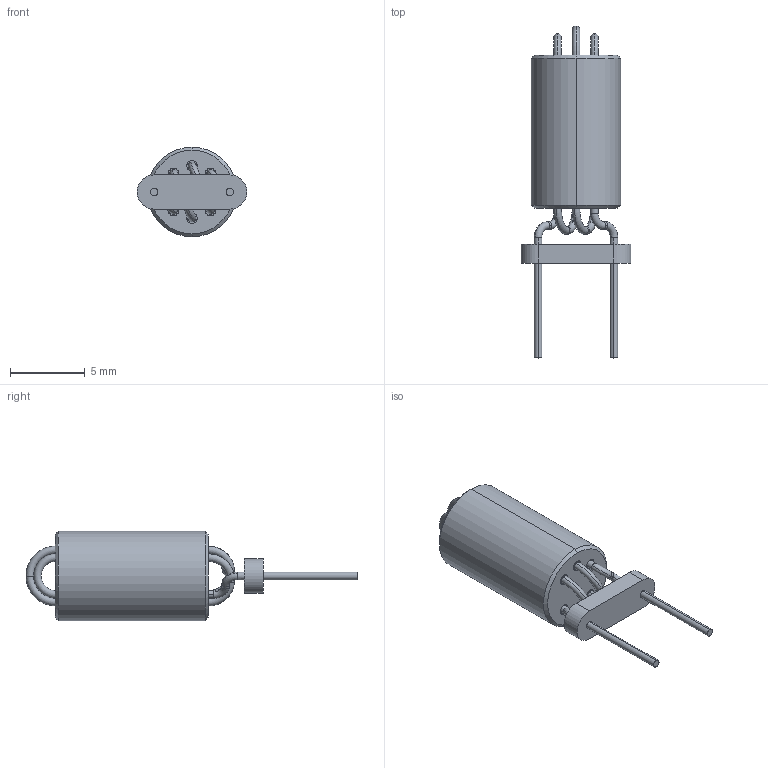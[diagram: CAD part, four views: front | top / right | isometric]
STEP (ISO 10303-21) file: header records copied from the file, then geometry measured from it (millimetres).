
FILE_DESCRIPTION (( 'STEP AP214' ), '1' );
FILE_NAME ('28C0236-0JW-10.STEP', '2021-04-29T20:18:07', ( '' ), ( '' ), 'SwSTEP 2.0', 'SolidWorks 2017', '' );
FILE_SCHEMA (( 'AUTOMOTIVE_DESIGN' ));
Length unit declared in the file: millimetre
Products named in the file (1): 28C0236-0JW-10
Bounding box: 7.37 x 22.25 x 6 mm (x, y, z)
Volume: 317.7 mm3; surface area: 381.8 mm2
Topology: 9 solids, 9 shells, 132 faces, 284 edges, 182 vertices
Faces by surface type: cylinder 72, plane 32, torus 24, cone 4
Entity records: 3788 total; most frequent: DIRECTION 752, CARTESIAN_POINT 599, ORIENTED_EDGE 568, AXIS2_PLACEMENT_3D 335, EDGE_CURVE 284, CIRCLE 202, VERTEX_POINT 182, EDGE_LOOP 148
